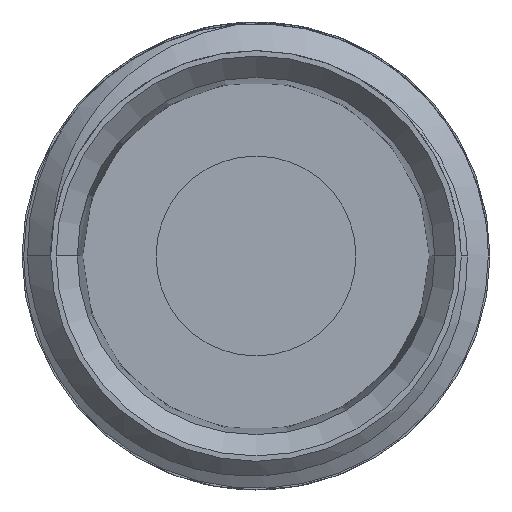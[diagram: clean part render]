
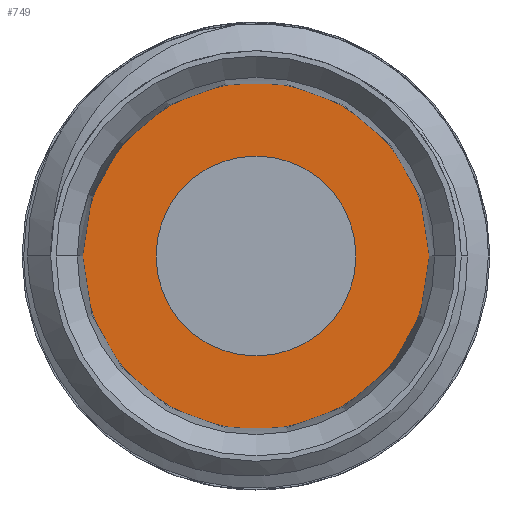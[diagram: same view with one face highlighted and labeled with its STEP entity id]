
A CAD part, left-side view. The second image highlights one B-rep face of the part: STEP entity #749.
In plain terms, the highlighted planar face has unit normal (-1, 0, 0).
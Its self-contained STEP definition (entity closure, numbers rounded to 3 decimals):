
#67 = FACE_OUTER_BOUND ( 'NONE', #1354, .T. ) ;
#121 = VERTEX_POINT ( 'NONE', #3037 ) ;
#124 = EDGE_CURVE ( 'NONE', #1432, #2493, #680, .T. ) ;
#170 = DIRECTION ( 'NONE',  ( 0., 1., 0. ) ) ;
#270 = CARTESIAN_POINT ( 'NONE',  ( 8.4, 0., 0. ) ) ;
#290 = CARTESIAN_POINT ( 'NONE',  ( 8.4, -4.075, 0. ) ) ;
#348 = PLANE ( 'NONE',  #505 ) ;
#364 = DIRECTION ( 'NONE',  ( -1., 0., 0. ) ) ;
#369 = CARTESIAN_POINT ( 'NONE',  ( 8.4, 0., 0. ) ) ;
#387 = FACE_BOUND ( 'NONE', #1337, .T. ) ;
#505 = AXIS2_PLACEMENT_3D ( 'NONE', #369, #2459, #2703 ) ;
#565 = CIRCLE ( 'NONE', #1001, 2.35 ) ;
#627 = DIRECTION ( 'NONE',  ( 0., 1., 0. ) ) ;
#678 = DIRECTION ( 'NONE',  ( -1., 0., 0. ) ) ;
#680 = CIRCLE ( 'NONE', #1764, 4.075 ) ;
#691 = CARTESIAN_POINT ( 'NONE',  ( 8.4, 4.075, 0. ) ) ;
#749 = ADVANCED_FACE ( 'NONE', ( #387, #67 ), #348, .T. ) ;
#758 = DIRECTION ( 'NONE',  ( 1., 0., 0. ) ) ;
#899 = AXIS2_PLACEMENT_3D ( 'NONE', #1531, #2316, #1288 ) ;
#900 = CARTESIAN_POINT ( 'NONE',  ( 8.4, 0., 0. ) ) ;
#954 = AXIS2_PLACEMENT_3D ( 'NONE', #2720, #364, #170 ) ;
#1001 = AXIS2_PLACEMENT_3D ( 'NONE', #270, #758, #1322 ) ;
#1288 = DIRECTION ( 'NONE',  ( 0., 1., 0. ) ) ;
#1322 = DIRECTION ( 'NONE',  ( 0., 1., 0. ) ) ;
#1337 = EDGE_LOOP ( 'NONE', ( #2418, #3082 ) ) ;
#1354 = EDGE_LOOP ( 'NONE', ( #1454, #2547 ) ) ;
#1432 = VERTEX_POINT ( 'NONE', #691 ) ;
#1454 = ORIENTED_EDGE ( 'NONE', *, *, #2557, .F. ) ;
#1525 = EDGE_CURVE ( 'NONE', #121, #2238, #1548, .T. ) ;
#1531 = CARTESIAN_POINT ( 'NONE',  ( 8.4, 0., 0. ) ) ;
#1548 = CIRCLE ( 'NONE', #954, 2.35 ) ;
#1764 = AXIS2_PLACEMENT_3D ( 'NONE', #900, #678, #627 ) ;
#1864 = CARTESIAN_POINT ( 'NONE',  ( 8.4, -2.35, 0. ) ) ;
#2238 = VERTEX_POINT ( 'NONE', #1864 ) ;
#2316 = DIRECTION ( 'NONE',  ( 1., 0., 0. ) ) ;
#2418 = ORIENTED_EDGE ( 'NONE', *, *, #1525, .F. ) ;
#2459 = DIRECTION ( 'NONE',  ( -1., 0., 0. ) ) ;
#2493 = VERTEX_POINT ( 'NONE', #290 ) ;
#2547 = ORIENTED_EDGE ( 'NONE', *, *, #124, .T. ) ;
#2557 = EDGE_CURVE ( 'NONE', #1432, #2493, #2645, .T. ) ;
#2612 = EDGE_CURVE ( 'NONE', #121, #2238, #565, .T. ) ;
#2645 = CIRCLE ( 'NONE', #899, 4.075 ) ;
#2703 = DIRECTION ( 'NONE',  ( 0., 0., 1. ) ) ;
#2720 = CARTESIAN_POINT ( 'NONE',  ( 8.4, 0., 0. ) ) ;
#3037 = CARTESIAN_POINT ( 'NONE',  ( 8.4, 2.35, 0. ) ) ;
#3082 = ORIENTED_EDGE ( 'NONE', *, *, #2612, .T. ) ;
